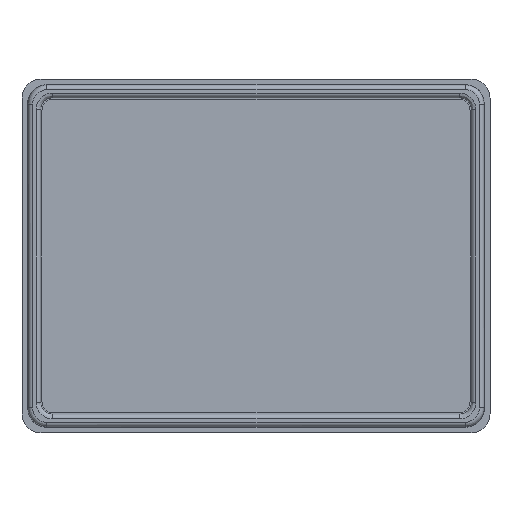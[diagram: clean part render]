
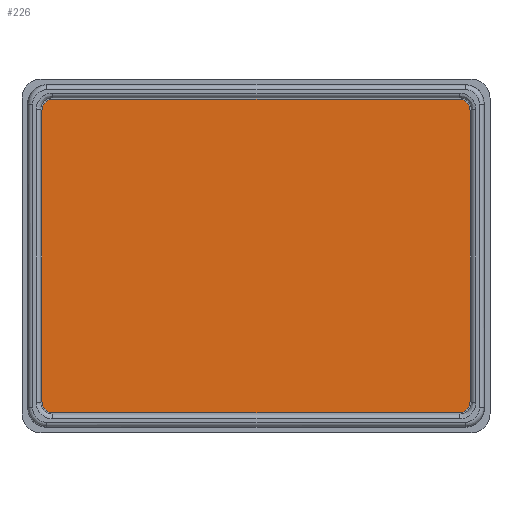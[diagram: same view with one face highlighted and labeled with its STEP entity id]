
A CAD part, front view. The second image highlights one B-rep face of the part: STEP entity #226.
In plain terms, the highlighted planar face has unit normal (0, -1, 0).
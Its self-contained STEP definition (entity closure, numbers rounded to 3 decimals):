
#226 = ADVANCED_FACE ( 'NONE', ( #26205 ), #8584, .T. ) ;
#586 = EDGE_LOOP ( 'NONE', ( #7388, #7387, #7386, #7385, #7384, #7383, #7382, #7381 ) ) ;
#3047 = AXIS2_PLACEMENT_3D ( 'NONE', #27686, #27687, #27688 ) ;
#3523 = AXIS2_PLACEMENT_3D ( 'NONE', #17359, #17360, #17361 ) ;
#4316 = AXIS2_PLACEMENT_3D ( 'NONE', #5200, #5201, #5202 ) ;
#4387 = AXIS2_PLACEMENT_3D ( 'NONE', #5185, #5186, #5187 ) ;
#5167 = DIRECTION ( 'NONE',  ( -1., 0., 0. ) ) ;
#5172 = CARTESIAN_POINT ( 'NONE',  ( 0., -2.8, -33. ) ) ;
#5185 = CARTESIAN_POINT ( 'NONE',  ( 42.5, -2.8, -30.5 ) ) ;
#5186 = DIRECTION ( 'NONE',  ( 0., 1., 0. ) ) ;
#5187 = DIRECTION ( 'NONE',  ( 0., 0., -1. ) ) ;
#5200 = CARTESIAN_POINT ( 'NONE',  ( -42.5, -2.8, -30.5 ) ) ;
#5201 = DIRECTION ( 'NONE',  ( 0., 1., 0. ) ) ;
#5202 = DIRECTION ( 'NONE',  ( 0., 0., -1. ) ) ;
#6358 = CIRCLE ( 'NONE', #4387, 2.5 ) ;
#6360 = LINE ( 'NONE', #5172, #6362 ) ;
#6362 = VECTOR ( 'NONE', #5167, 1000. ) ;
#6368 = CIRCLE ( 'NONE', #4316, 2.5 ) ;
#7381 = ORIENTED_EDGE ( 'NONE', *, *, #19863, .F. ) ;
#7382 = ORIENTED_EDGE ( 'NONE', *, *, #19897, .F. ) ;
#7383 = ORIENTED_EDGE ( 'NONE', *, *, #17726, .F. ) ;
#7384 = ORIENTED_EDGE ( 'NONE', *, *, #17732, .F. ) ;
#7385 = ORIENTED_EDGE ( 'NONE', *, *, #20112, .F. ) ;
#7386 = ORIENTED_EDGE ( 'NONE', *, *, #20408, .F. ) ;
#7387 = ORIENTED_EDGE ( 'NONE', *, *, #20409, .F. ) ;
#7388 = ORIENTED_EDGE ( 'NONE', *, *, #20414, .F. ) ;
#8581 = DIRECTION ( 'NONE',  ( 0., 0., 1. ) ) ;
#8582 = DIRECTION ( 'NONE',  ( 0., -1., 0. ) ) ;
#8584 = PLANE ( 'NONE',  #18282 ) ;
#8585 = CARTESIAN_POINT ( 'NONE',  ( 0., -2.8, 0. ) ) ;
#14483 = CARTESIAN_POINT ( 'NONE',  ( 45., -2.8, 0. ) ) ;
#14484 = DIRECTION ( 'NONE',  ( 0., 0., -1. ) ) ;
#17279 = CARTESIAN_POINT ( 'NONE',  ( -45., -2.8, 0. ) ) ;
#17285 = DIRECTION ( 'NONE',  ( 0., 0., 1. ) ) ;
#17359 = CARTESIAN_POINT ( 'NONE',  ( -42.5, -2.8, 30.5 ) ) ;
#17360 = DIRECTION ( 'NONE',  ( 0., 1., 0. ) ) ;
#17361 = DIRECTION ( 'NONE',  ( 0., 0., -1. ) ) ;
#17726 = EDGE_CURVE ( 'NONE', #25755, #25748, #26556, .T. ) ;
#17732 = EDGE_CURVE ( 'NONE', #25748, #25756, #26566, .T. ) ;
#18282 = AXIS2_PLACEMENT_3D ( 'NONE', #8585, #8582, #8581 ) ;
#19263 = CARTESIAN_POINT ( 'NONE',  ( 42.5, -2.8, 33. ) ) ;
#19264 = CARTESIAN_POINT ( 'NONE',  ( 42.5, -2.8, -33. ) ) ;
#19267 = CARTESIAN_POINT ( 'NONE',  ( -45., -2.8, 30.5 ) ) ;
#19268 = CARTESIAN_POINT ( 'NONE',  ( -42.5, -2.8, -33. ) ) ;
#19269 = CARTESIAN_POINT ( 'NONE',  ( -45., -2.8, -30.5 ) ) ;
#19270 = CARTESIAN_POINT ( 'NONE',  ( -42.5, -2.8, 33. ) ) ;
#19271 = CARTESIAN_POINT ( 'NONE',  ( 45., -2.8, 30.5 ) ) ;
#19272 = CARTESIAN_POINT ( 'NONE',  ( 45., -2.8, -30.5 ) ) ;
#19863 = EDGE_CURVE ( 'NONE', #25754, #25752, #22453, .T. ) ;
#19897 = EDGE_CURVE ( 'NONE', #25752, #25755, #22483, .T. ) ;
#20112 = EDGE_CURVE ( 'NONE', #25756, #25757, #22687, .T. ) ;
#20408 = EDGE_CURVE ( 'NONE', #25757, #25749, #6358, .T. ) ;
#20409 = EDGE_CURVE ( 'NONE', #25749, #25753, #6360, .T. ) ;
#20414 = EDGE_CURVE ( 'NONE', #25753, #25754, #6368, .T. ) ;
#22453 = LINE ( 'NONE', #17279, #22458 ) ;
#22458 = VECTOR ( 'NONE', #17285, 1000. ) ;
#22483 = CIRCLE ( 'NONE', #3523, 2.5 ) ;
#22687 = LINE ( 'NONE', #14483, #22691 ) ;
#22691 = VECTOR ( 'NONE', #14484, 1000. ) ;
#25748 = VERTEX_POINT ( 'NONE', #19263 ) ;
#25749 = VERTEX_POINT ( 'NONE', #19264 ) ;
#25752 = VERTEX_POINT ( 'NONE', #19267 ) ;
#25753 = VERTEX_POINT ( 'NONE', #19268 ) ;
#25754 = VERTEX_POINT ( 'NONE', #19269 ) ;
#25755 = VERTEX_POINT ( 'NONE', #19270 ) ;
#25756 = VERTEX_POINT ( 'NONE', #19271 ) ;
#25757 = VERTEX_POINT ( 'NONE', #19272 ) ;
#26205 = FACE_OUTER_BOUND ( 'NONE', #586, .T. ) ;
#26556 = LINE ( 'NONE', #27666, #26561 ) ;
#26561 = VECTOR ( 'NONE', #27671, 1000. ) ;
#26566 = CIRCLE ( 'NONE', #3047, 2.5 ) ;
#27666 = CARTESIAN_POINT ( 'NONE',  ( 0., -2.8, 33. ) ) ;
#27671 = DIRECTION ( 'NONE',  ( 1., 0., 0. ) ) ;
#27686 = CARTESIAN_POINT ( 'NONE',  ( 42.5, -2.8, 30.5 ) ) ;
#27687 = DIRECTION ( 'NONE',  ( 0., 1., 0. ) ) ;
#27688 = DIRECTION ( 'NONE',  ( 0., 0., -1. ) ) ;
